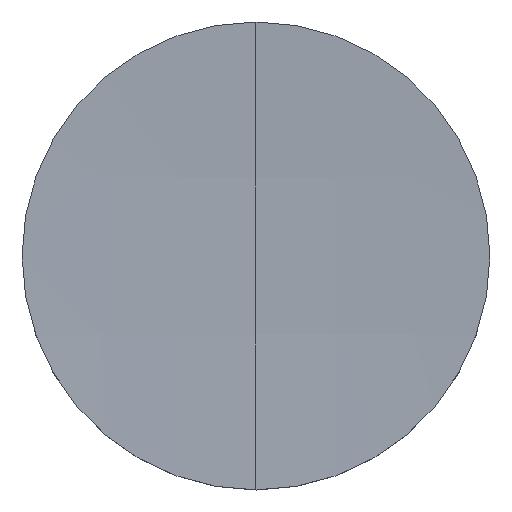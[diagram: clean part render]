
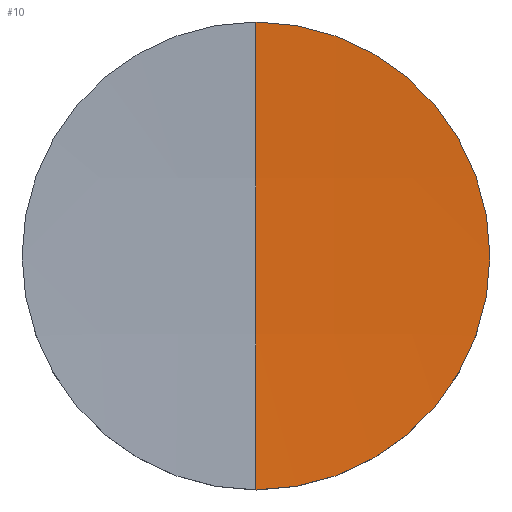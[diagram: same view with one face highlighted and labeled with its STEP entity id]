
A CAD part, top view. The second image highlights one B-rep face of the part: STEP entity #10.
In plain terms, the highlighted free-form (B-spline) face has degree [3, 3] with [4, 4] control points.
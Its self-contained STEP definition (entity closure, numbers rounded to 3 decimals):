
#10 = ADVANCED_FACE ( 'NONE', ( #15 ), #112, .F. ) ;
#11 = CIRCLE ( 'NONE', #187, 6.35 ) ;
#15 = FACE_OUTER_BOUND ( 'NONE', #81, .T. ) ;
#17 = CARTESIAN_POINT ( 'NONE',  ( 4.256, -6.426, 1.976 ) ) ;
#18 = EDGE_CURVE ( 'NONE', #195, #228, #246, .T. ) ;
#20 = ORIENTED_EDGE ( 'NONE', *, *, #18, .T. ) ;
#22 = CARTESIAN_POINT ( 'NONE',  ( 6.383, -6.426, 2.063 ) ) ;
#28 = CARTESIAN_POINT ( 'NONE',  ( 0., 0., 1.929 ) ) ;
#34 = DIRECTION ( 'NONE',  ( 1., 0., 0. ) ) ;
#45 = CARTESIAN_POINT ( 'NONE',  ( 4.261, 2.143, 1.799 ) ) ;
#46 = CARTESIAN_POINT ( 'NONE',  ( 2.131, -2.143, 1.756 ) ) ;
#67 = CARTESIAN_POINT ( 'NONE',  ( 6.383, 6.426, 2.063 ) ) ;
#68 = CARTESIAN_POINT ( 'NONE',  ( 0., -6.426, 1.932 ) ) ;
#71 = DIRECTION ( 'NONE',  ( -1., 0., 0. ) ) ;
#81 = EDGE_LOOP ( 'NONE', ( #106, #20, #110 ) ) ;
#106 = ORIENTED_EDGE ( 'NONE', *, *, #175, .F. ) ;
#110 = ORIENTED_EDGE ( 'NONE', *, *, #123, .F. ) ;
#112 =( BOUNDED_SURFACE ( )  B_SPLINE_SURFACE ( 3, 3, ( 
 ( #67, #154, #289, #242 ),
 ( #133, #45, #131, #287 ),
 ( #176, #155, #46, #114 ),
 ( #22, #17, #269, #68 ) ),
 .UNSPECIFIED., .F., .F., .F. ) 
 B_SPLINE_SURFACE_WITH_KNOTS ( ( 4, 4 ),
 ( 4, 4 ),
 ( 0., 1. ),
 ( 0., 1. ),
 .UNSPECIFIED. ) 
 GEOMETRIC_REPRESENTATION_ITEM ( )  RATIONAL_B_SPLINE_SURFACE ( (
 ( 1., 1., 1., 1.),
 ( 0.999, 0.999, 0.999, 0.999),
 ( 0.999, 0.999, 0.999, 0.999),
 ( 1., 1., 1., 1.) ) ) 
 REPRESENTATION_ITEM ( '' )  SURFACE ( )  );
#114 = CARTESIAN_POINT ( 'NONE',  ( 0., -2.143, 1.756 ) ) ;
#123 = EDGE_CURVE ( 'NONE', #265, #228, #11, .T. ) ;
#124 = CARTESIAN_POINT ( 'NONE',  ( 6.35, 0., 1.929 ) ) ;
#131 = CARTESIAN_POINT ( 'NONE',  ( 2.131, 2.143, 1.756 ) ) ;
#133 = CARTESIAN_POINT ( 'NONE',  ( 6.39, 2.143, 1.887 ) ) ;
#138 = DIRECTION ( 'NONE',  ( 1., 0., 0. ) ) ;
#142 = AXIS2_PLACEMENT_3D ( 'NONE', #196, #71, #286 ) ;
#143 = CARTESIAN_POINT ( 'NONE',  ( 0., 6.35, 1.929 ) ) ;
#154 = CARTESIAN_POINT ( 'NONE',  ( 4.256, 6.426, 1.976 ) ) ;
#155 = CARTESIAN_POINT ( 'NONE',  ( 4.261, -2.143, 1.799 ) ) ;
#165 = CIRCLE ( 'NONE', #206, 6.35 ) ;
#167 = CARTESIAN_POINT ( 'NONE',  ( 0., -6.35, 1.929 ) ) ;
#175 = EDGE_CURVE ( 'NONE', #195, #265, #165, .T. ) ;
#176 = CARTESIAN_POINT ( 'NONE',  ( 6.39, -2.143, 1.887 ) ) ;
#187 = AXIS2_PLACEMENT_3D ( 'NONE', #28, #273, #138 ) ;
#195 = VERTEX_POINT ( 'NONE', #143 ) ;
#196 = CARTESIAN_POINT ( 'NONE',  ( 0., 0., 157.7 ) ) ;
#206 = AXIS2_PLACEMENT_3D ( 'NONE', #277, #276, #34 ) ;
#228 = VERTEX_POINT ( 'NONE', #167 ) ;
#242 = CARTESIAN_POINT ( 'NONE',  ( 0., 6.426, 1.932 ) ) ;
#246 = CIRCLE ( 'NONE', #142, 155.9 ) ;
#265 = VERTEX_POINT ( 'NONE', #124 ) ;
#269 = CARTESIAN_POINT ( 'NONE',  ( 2.128, -6.426, 1.932 ) ) ;
#273 = DIRECTION ( 'NONE',  ( 0., 0., -1. ) ) ;
#276 = DIRECTION ( 'NONE',  ( 0., 0., -1. ) ) ;
#277 = CARTESIAN_POINT ( 'NONE',  ( 0., 0., 1.929 ) ) ;
#286 = DIRECTION ( 'NONE',  ( 0., 1., 0. ) ) ;
#287 = CARTESIAN_POINT ( 'NONE',  ( 0., 2.143, 1.756 ) ) ;
#289 = CARTESIAN_POINT ( 'NONE',  ( 2.128, 6.426, 1.932 ) ) ;
